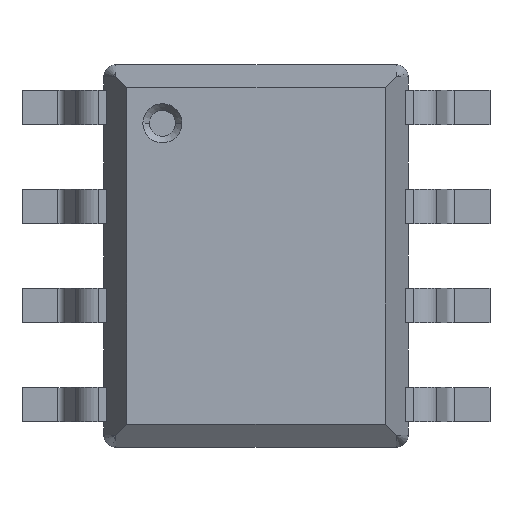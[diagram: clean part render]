
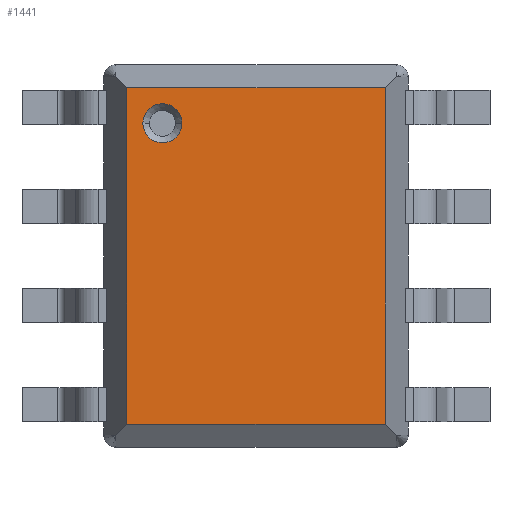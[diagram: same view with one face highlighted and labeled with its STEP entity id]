
A CAD part, top view. The second image highlights one B-rep face of the part: STEP entity #1441.
In plain terms, the highlighted planar face has unit normal (0, 0, 1).
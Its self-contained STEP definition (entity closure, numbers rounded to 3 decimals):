
#28 = FACE_OUTER_BOUND ( 'NONE', #410, .T. ) ;
#410 = EDGE_LOOP ( 'NONE', ( #1780, #4587, #766, #3861 ) ) ;
#466 = DIRECTION ( 'NONE',  ( 0., 0., -1. ) ) ;
#508 = DIRECTION ( 'NONE',  ( 1., 0., 0. ) ) ;
#555 = CIRCLE ( 'NONE', #3949, 0.25 ) ;
#596 = ORIENTED_EDGE ( 'NONE', *, *, #2542, .F. ) ;
#739 = DIRECTION ( 'NONE',  ( -1., 0., 0. ) ) ;
#766 = ORIENTED_EDGE ( 'NONE', *, *, #1397, .T. ) ;
#797 = CARTESIAN_POINT ( 'NONE',  ( -1.8, -2.159, 1.7 ) ) ;
#799 = CARTESIAN_POINT ( 'NONE',  ( -0.95, 1.7, 1.7 ) ) ;
#999 = VERTEX_POINT ( 'NONE', #4403 ) ;
#1127 = DIRECTION ( 'NONE',  ( 0., 1., 0. ) ) ;
#1197 = VECTOR ( 'NONE', #4504, 1000. ) ;
#1251 = LINE ( 'NONE', #797, #1197 ) ;
#1289 = EDGE_CURVE ( 'NONE', #1529, #1574, #2615, .T. ) ;
#1395 = CARTESIAN_POINT ( 'NONE',  ( -1.659, 2.3, 1.7 ) ) ;
#1397 = EDGE_CURVE ( 'NONE', #3991, #3223, #1251, .T. ) ;
#1441 = ADVANCED_FACE ( 'NONE', ( #3644, #28 ), #2740, .F. ) ;
#1489 = CARTESIAN_POINT ( 'NONE',  ( 1.659, 2.3, 1.7 ) ) ;
#1529 = VERTEX_POINT ( 'NONE', #4357 ) ;
#1574 = VERTEX_POINT ( 'NONE', #5404 ) ;
#1661 = ORIENTED_EDGE ( 'NONE', *, *, #3649, .F. ) ;
#1680 = DIRECTION ( 'NONE',  ( 0., 0., 1. ) ) ;
#1696 = AXIS2_PLACEMENT_3D ( 'NONE', #5072, #466, #5103 ) ;
#1780 = ORIENTED_EDGE ( 'NONE', *, *, #1289, .T. ) ;
#1954 = LINE ( 'NONE', #1489, #5043 ) ;
#2184 = CARTESIAN_POINT ( 'NONE',  ( -1.2, 1.7, 1.7 ) ) ;
#2414 = CIRCLE ( 'NONE', #3377, 0.25 ) ;
#2542 = EDGE_CURVE ( 'NONE', #999, #5863, #555, .T. ) ;
#2615 = LINE ( 'NONE', #3464, #4008 ) ;
#2740 = PLANE ( 'NONE',  #1696 ) ;
#3214 = EDGE_LOOP ( 'NONE', ( #1661, #596 ) ) ;
#3223 = VERTEX_POINT ( 'NONE', #5159 ) ;
#3377 = AXIS2_PLACEMENT_3D ( 'NONE', #5533, #4668, #508 ) ;
#3464 = CARTESIAN_POINT ( 'NONE',  ( -1.8, 2.159, 1.7 ) ) ;
#3644 = FACE_BOUND ( 'NONE', #3214, .T. ) ;
#3649 = EDGE_CURVE ( 'NONE', #5863, #999, #2414, .T. ) ;
#3663 = LINE ( 'NONE', #1395, #5336 ) ;
#3861 = ORIENTED_EDGE ( 'NONE', *, *, #5386, .T. ) ;
#3949 = AXIS2_PLACEMENT_3D ( 'NONE', #2184, #1680, #5873 ) ;
#3991 = VERTEX_POINT ( 'NONE', #4401 ) ;
#4008 = VECTOR ( 'NONE', #739, 1000. ) ;
#4357 = CARTESIAN_POINT ( 'NONE',  ( 1.659, 2.159, 1.7 ) ) ;
#4401 = CARTESIAN_POINT ( 'NONE',  ( -1.659, -2.159, 1.7 ) ) ;
#4403 = CARTESIAN_POINT ( 'NONE',  ( -1.45, 1.7, 1.7 ) ) ;
#4504 = DIRECTION ( 'NONE',  ( 1., 0., 0. ) ) ;
#4587 = ORIENTED_EDGE ( 'NONE', *, *, #5297, .T. ) ;
#4668 = DIRECTION ( 'NONE',  ( 0., 0., 1. ) ) ;
#5043 = VECTOR ( 'NONE', #1127, 1000. ) ;
#5072 = CARTESIAN_POINT ( 'NONE',  ( -1.8, 2.3, 1.7 ) ) ;
#5103 = DIRECTION ( 'NONE',  ( -1., 0., 0. ) ) ;
#5159 = CARTESIAN_POINT ( 'NONE',  ( 1.659, -2.159, 1.7 ) ) ;
#5297 = EDGE_CURVE ( 'NONE', #1574, #3991, #3663, .T. ) ;
#5336 = VECTOR ( 'NONE', #5455, 1000. ) ;
#5386 = EDGE_CURVE ( 'NONE', #3223, #1529, #1954, .T. ) ;
#5404 = CARTESIAN_POINT ( 'NONE',  ( -1.659, 2.159, 1.7 ) ) ;
#5455 = DIRECTION ( 'NONE',  ( 0., -1., 0. ) ) ;
#5533 = CARTESIAN_POINT ( 'NONE',  ( -1.2, 1.7, 1.7 ) ) ;
#5863 = VERTEX_POINT ( 'NONE', #799 ) ;
#5873 = DIRECTION ( 'NONE',  ( 1., 0., 0. ) ) ;
